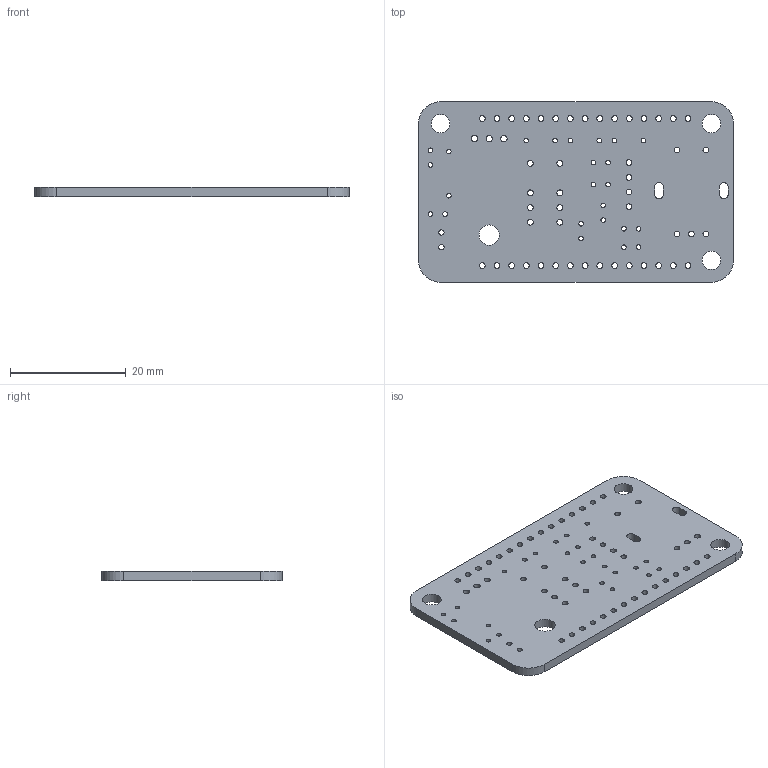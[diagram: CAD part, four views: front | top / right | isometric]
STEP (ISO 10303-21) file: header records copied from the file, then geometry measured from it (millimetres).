
FILE_DESCRIPTION(('KiCad electronic assembly'),'2;1');
FILE_NAME('metronome_v2.step','2024-12-19T18:37:45',('Pcbnew'),('Kicad') ,'Open CASCADE STEP processor 7.6','KiCad to STEP converter','Unknown' );
FILE_SCHEMA(('AUTOMOTIVE_DESIGN { 1 0 10303 214 1 1 1 1 }'));
Length unit declared in the file: millimetre
Products named in the file (2): metronome_v2 1; metronome_v2 PCB
Assembly tree (1 placements, depth 2):
  metronome_v2 1
    metronome_v2 PCB
Bounding box: 54.4 x 31.2 x 1.6 mm (x, y, z)
Volume: 2545 mm3; surface area: 3892.3 mm2
Topology: 1 solids, 1 shells, 98 faces, 288 edges, 192 vertices
Faces by surface type: cylinder 88, plane 10
Full cylindrical faces by diameter (mm): 0.8 x24, 0.9 x2, 1 x47, 1.1 x3, 3.2 x3, 3.5 x1
Entity records: 7487 total; most frequent: DIRECTION 1240, CARTESIAN_POINT 1156, ORIENTED_EDGE 576, PCURVE 576, DEFINITIONAL_REPRESENTATION 576, LINE 512, VECTOR 512, CIRCLE 352
